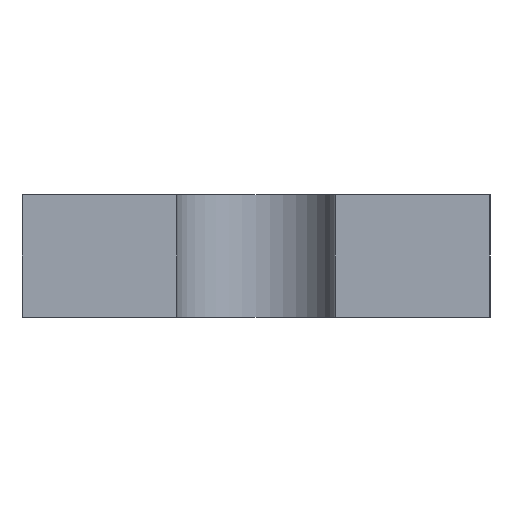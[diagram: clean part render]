
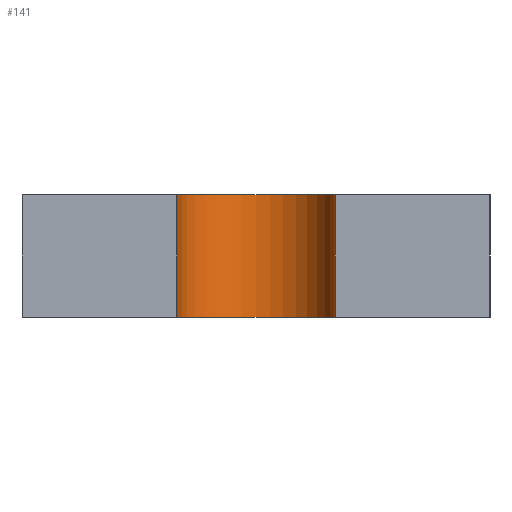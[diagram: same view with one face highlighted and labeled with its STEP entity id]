
A CAD part, left-side view. The second image highlights one B-rep face of the part: STEP entity #141.
In plain terms, the highlighted cylindrical face has radius 0.645 mm (diameter 1.29 mm), a partial arc.
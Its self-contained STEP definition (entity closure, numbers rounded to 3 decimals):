
#16=CYLINDRICAL_SURFACE('',#268,0.645);
#23=FACE_OUTER_BOUND('',#31,.T.);
#31=EDGE_LOOP('',(#121,#122,#123,#124));
#57=VERTEX_POINT('',#416);
#58=VERTEX_POINT('',#417);
#59=VERTEX_POINT('',#419);
#60=VERTEX_POINT('',#421);
#89=EDGE_CURVE('',#57,#58,#163,.T.);
#90=EDGE_CURVE('',#58,#59,#217,.T.);
#91=EDGE_CURVE('',#60,#59,#164,.T.);
#92=EDGE_CURVE('',#57,#60,#218,.T.);
#121=ORIENTED_EDGE('',*,*,#89,.T.);
#122=ORIENTED_EDGE('',*,*,#90,.T.);
#123=ORIENTED_EDGE('',*,*,#91,.F.);
#124=ORIENTED_EDGE('',*,*,#92,.F.);
#141=ADVANCED_FACE('',(#23),#16,.T.);
#163=CIRCLE('',#269,0.645);
#164=CIRCLE('',#270,0.645);
#217=LINE('',#420,#251);
#218=LINE('',#423,#252);
#251=VECTOR('',#326,1.);
#252=VECTOR('',#329,1.);
#268=AXIS2_PLACEMENT_3D('',#415,#322,#323);
#269=AXIS2_PLACEMENT_3D('',#418,#324,#325);
#270=AXIS2_PLACEMENT_3D('',#422,#327,#328);
#322=DIRECTION('center_axis',(0.,0.,1.));
#323=DIRECTION('ref_axis',(0.,-1.,0.));
#324=DIRECTION('center_axis',(0.,0.,1.));
#325=DIRECTION('ref_axis',(0.,-1.,0.));
#326=DIRECTION('',(0.,0.,1.));
#327=DIRECTION('center_axis',(0.,0.,1.));
#328=DIRECTION('ref_axis',(0.,-1.,0.));
#329=DIRECTION('',(0.,0.,1.));
#415=CARTESIAN_POINT('Origin',(43.005,42.915,0.));
#416=CARTESIAN_POINT('',(43.005,42.27,0.));
#417=CARTESIAN_POINT('',(43.005,43.56,0.));
#418=CARTESIAN_POINT('Origin',(43.005,42.915,0.));
#419=CARTESIAN_POINT('',(43.005,43.56,1.));
#420=CARTESIAN_POINT('',(43.005,43.56,0.));
#421=CARTESIAN_POINT('',(43.005,42.27,1.));
#422=CARTESIAN_POINT('Origin',(43.005,42.915,1.));
#423=CARTESIAN_POINT('',(43.005,42.27,0.));
